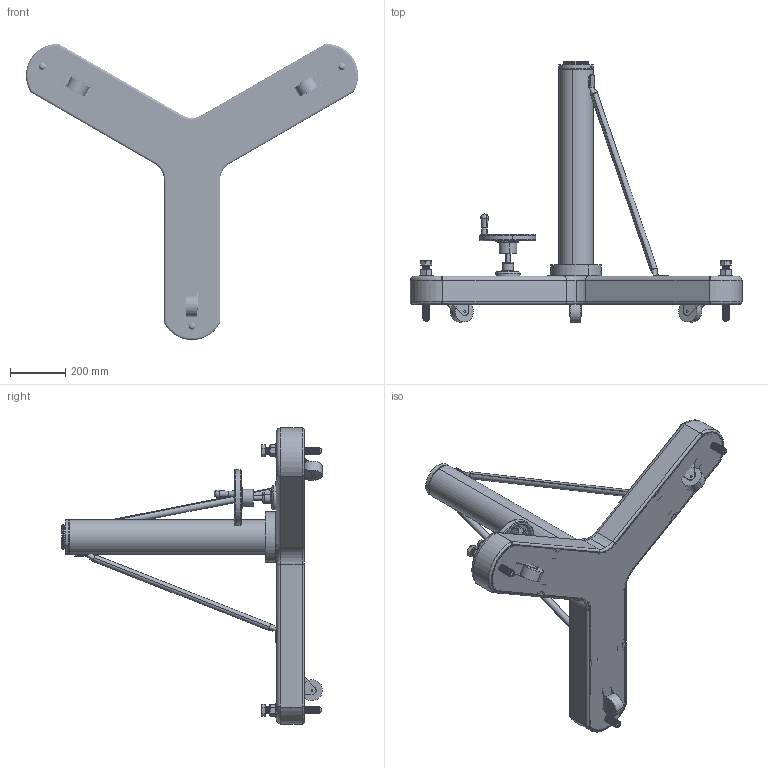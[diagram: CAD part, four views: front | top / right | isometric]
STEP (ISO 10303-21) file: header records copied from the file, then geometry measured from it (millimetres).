
FILE_DESCRIPTION (( 'STEP AP214' ), '1' );
FILE_NAME ('232-F-36.STEP', '2021-01-07T15:32:28', ( '' ), ( '' ), 'SwSTEP 2.0', 'SolidWorks 2020', '' );
FILE_SCHEMA (( 'AUTOMOTIVE_DESIGN' ));
Length unit declared in the file: inch
Products named in the file (1): 232-F-36
Bounding box: 1206.81 x 948.54 x 1076.33 mm (x, y, z)
Volume: 55879246.3 mm3; surface area: 3579716.7 mm2
Topology: 24 solids, 24 shells, 1362 faces, 3604 edges, 2285 vertices
Faces by surface type: cylinder 753, plane 300, cone 141, torus 107, bspline 53, sphere 8
Entity records: 102594 total; most frequent: CARTESIAN_POINT 53993, ORIENTED_EDGE 7166, DIRECTION 5821, EDGE_CURVE 3583, VERTEX_POINT 2282, AXIS2_PLACEMENT_3D 2230, EDGE_LOOP 1439, LENGTH_MEASURE_WITH_UNIT 1372
